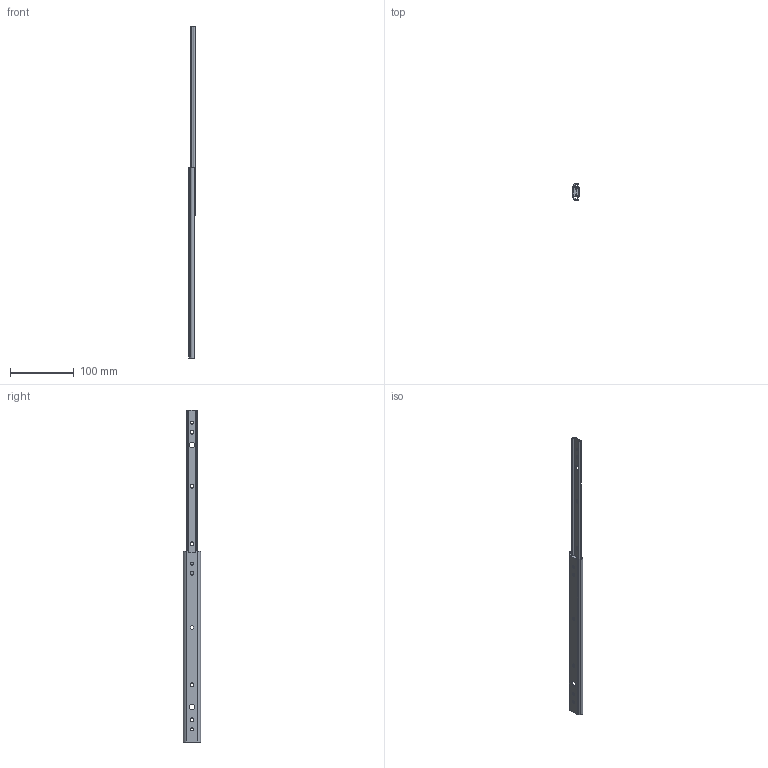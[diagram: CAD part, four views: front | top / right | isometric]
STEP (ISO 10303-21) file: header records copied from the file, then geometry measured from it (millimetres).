
FILE_DESCRIPTION (( 'STEP AP203' ), '1' );
FILE_NAME ('2721-300.STEP', '2021-01-25T00:54:41', ( '' ), ( '' ), 'SwSTEP 2.0', 'SolidWorks 2019', '' );
FILE_SCHEMA (( 'CONFIG_CONTROL_DESIGN' ));
Length unit declared in the file: millimetre
Products named in the file (3): IM-2721-300; 2721-300; OM-2721-300
Assembly tree (2 placements, depth 2):
  2721-300
    OM-2721-300
    IM-2721-300
Bounding box: 9.5 x 27 x 521.7 mm (x, y, z)
Volume: 27980.4 mm3; surface area: 39468.7 mm2
Topology: 2 solids, 2 shells, 126 faces, 364 edges, 242 vertices
Faces by surface type: cylinder 69, plane 57
Entity records: 4635 total; most frequent: CARTESIAN_POINT 885, DIRECTION 732, ORIENTED_EDGE 728, EDGE_CURVE 364, AXIS2_PLACEMENT_3D 261, VERTEX_POINT 242, VECTOR 210, LINE 210
